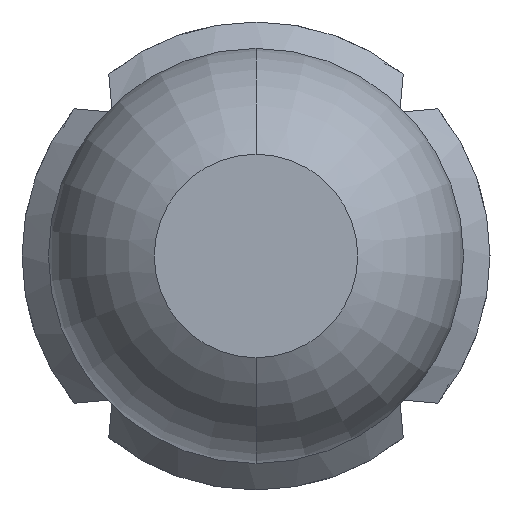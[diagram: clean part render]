
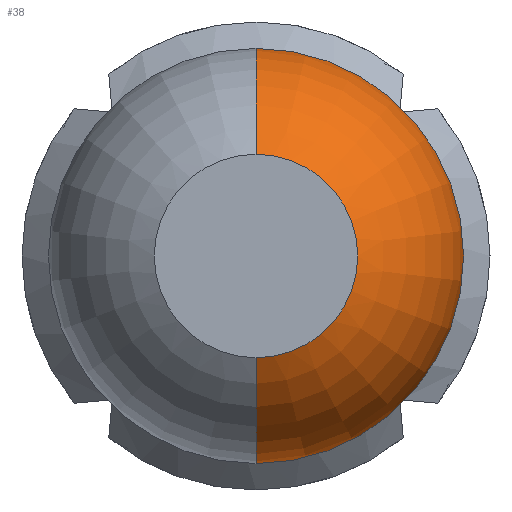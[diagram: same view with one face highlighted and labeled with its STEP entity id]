
A CAD part, front view. The second image highlights one B-rep face of the part: STEP entity #38.
In plain terms, the highlighted toroidal (fillet/blend) face has major radius 0.01 mm and minor radius 0.5 mm.
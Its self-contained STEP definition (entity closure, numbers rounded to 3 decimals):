
#16 = DIRECTION ( 'NONE',  ( 0., 0., -1. ) ) ;
#38 = ADVANCED_FACE ( 'Defeature ausgef�hrt1_0', ( #3101 ), #2349, .T. ) ;
#117 = CARTESIAN_POINT ( 'NONE',  ( 0., -24.961, 0. ) ) ;
#317 = ORIENTED_EDGE ( 'NONE', *, *, #2344, .F. ) ;
#405 = CIRCLE ( 'NONE', #3058, 0.5 ) ;
#655 = DIRECTION ( 'NONE',  ( 0., 0., 1. ) ) ;
#712 = DIRECTION ( 'NONE',  ( 0., 0., -1. ) ) ;
#1027 = CARTESIAN_POINT ( 'NONE',  ( 0., -24.961, 0.51 ) ) ;
#1065 = AXIS2_PLACEMENT_3D ( 'NONE', #117, #2418, #712 ) ;
#1146 = CIRCLE ( 'NONE', #2886, 0.5 ) ;
#1322 = CARTESIAN_POINT ( 'NONE',  ( 0., -24.961, 0. ) ) ;
#1423 = DIRECTION ( 'NONE',  ( 0., 1., 0. ) ) ;
#1512 = DIRECTION ( 'NONE',  ( -1., 0., 0. ) ) ;
#1522 = CARTESIAN_POINT ( 'NONE',  ( 0., -24.961, -0.01 ) ) ;
#1633 = VERTEX_POINT ( 'NONE', #2491 ) ;
#1725 = CARTESIAN_POINT ( 'NONE',  ( 0., -25.4, 0. ) ) ;
#1882 = CARTESIAN_POINT ( 'NONE',  ( 0., -24.961, -0.51 ) ) ;
#1899 = VERTEX_POINT ( 'NONE', #2641 ) ;
#1971 = EDGE_LOOP ( 'NONE', ( #3345, #3195, #2771, #317 ) ) ;
#1998 = CIRCLE ( 'NONE', #1065, 0.51 ) ;
#2040 = CARTESIAN_POINT ( 'NONE',  ( 0., -24.961, 0.01 ) ) ;
#2111 = AXIS2_PLACEMENT_3D ( 'NONE', #1725, #1423, #2279 ) ;
#2271 = EDGE_CURVE ( 'NONE', #2431, #1899, #1146, .T. ) ;
#2279 = DIRECTION ( 'NONE',  ( 0., 0., 1. ) ) ;
#2344 = EDGE_CURVE ( 'NONE', #2467, #1633, #405, .T. ) ;
#2349 = TOROIDAL_SURFACE ( 'NONE', #2443, 0.01, 0.5 ) ;
#2418 = DIRECTION ( 'NONE',  ( 0., -1., 0. ) ) ;
#2431 = VERTEX_POINT ( 'NONE', #1027 ) ;
#2443 = AXIS2_PLACEMENT_3D ( 'NONE', #1322, #2472, #3612 ) ;
#2467 = VERTEX_POINT ( 'NONE', #1882 ) ;
#2470 = EDGE_CURVE ( 'Defeature ausgef�hrt1_0+Defeature ausgef�hrt1_6+Defeature ausgef�hrt1_6+Defeature ausgef�hrt1_6', #2467, #2431, #1998, .T. ) ;
#2472 = DIRECTION ( 'NONE',  ( 0., -1., 0. ) ) ;
#2491 = CARTESIAN_POINT ( 'NONE',  ( 0., -25.4, -0.25 ) ) ;
#2602 = DIRECTION ( 'NONE',  ( 1., 0., 0. ) ) ;
#2641 = CARTESIAN_POINT ( 'NONE',  ( 0., -25.4, 0.25 ) ) ;
#2647 = EDGE_CURVE ( 'Defeature ausgef�hrt1_0+Defeature ausgef�hrt1_21+Defeature ausgef�hrt1_21+Defeature ausgef�hrt1_21', #1899, #1633, #3681, .T. ) ;
#2771 = ORIENTED_EDGE ( 'NONE', *, *, #2647, .T. ) ;
#2886 = AXIS2_PLACEMENT_3D ( 'NONE', #2040, #2602, #16 ) ;
#3058 = AXIS2_PLACEMENT_3D ( 'NONE', #1522, #1512, #655 ) ;
#3101 = FACE_OUTER_BOUND ( 'NONE', #1971, .T. ) ;
#3195 = ORIENTED_EDGE ( 'NONE', *, *, #2271, .T. ) ;
#3345 = ORIENTED_EDGE ( 'NONE', *, *, #2470, .T. ) ;
#3612 = DIRECTION ( 'NONE',  ( 0., 0., -1. ) ) ;
#3681 = CIRCLE ( 'NONE', #2111, 0.25 ) ;
